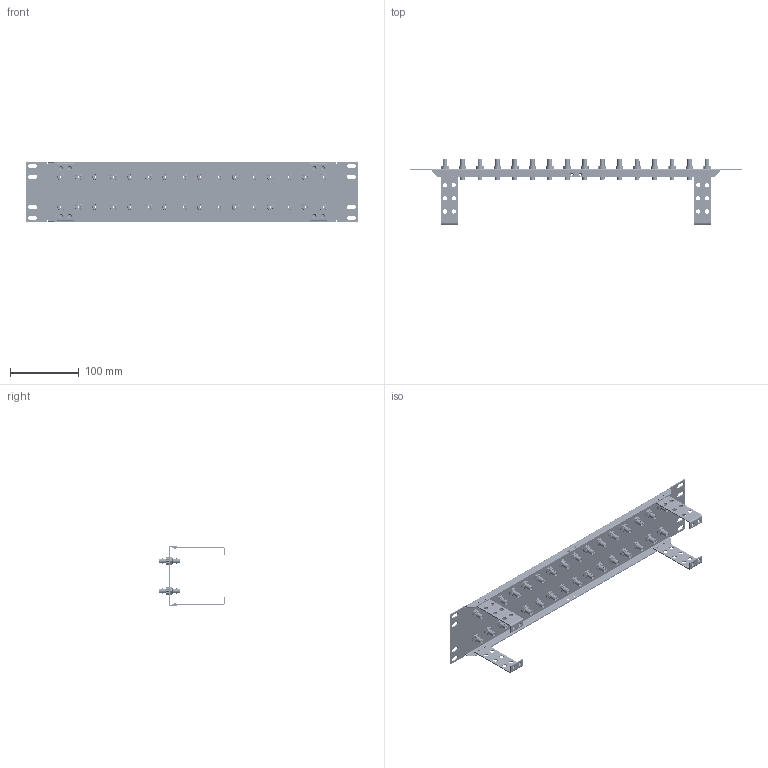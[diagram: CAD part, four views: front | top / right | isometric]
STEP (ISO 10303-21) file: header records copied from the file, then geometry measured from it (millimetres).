
FILE_DESCRIPTION (( 'STEP AP214' ), '1' );
FILE_NAME ('PR35ST32CMB-SM.STEP', '2017-05-26T19:13:07', ( 'x' ), ( '' ), 'SwSTEP 2.0', 'SolidWorks 2014', '' );
FILE_SCHEMA (( 'AUTOMOTIVE_DESIGN' ));
Length unit declared in the file: inch
Products named in the file (8): 3AA01-030_4-40 x .187 FLAT HEAD SCREW; PR-CMB-B175; FOA-001A_.06 OFFSET; 3AA02-001; 3AA03-001; FOA-001A; PR35ST32CMB-PROD; PR35ST32CMB-SM
Assembly tree (48 placements, depth 3):
  PR35ST32CMB-SM
    PR35ST32CMB-PROD
    FOA-001A_.06 OFFSET  x32
      FOA-001A
      3AA03-001
      3AA02-001
    PR-CMB-B175  x4
    3AA01-030_4-40 x .187 FLAT HEAD SCREW  x8
Bounding box: 482.6 x 94.74 x 88.39 mm (x, y, z)
Volume: 124023 mm3; surface area: 175429.2 mm2
Topology: 109 solids, 109 shells, 8225 faces, 22878 edges, 15060 vertices
Faces by surface type: cylinder 3532, plane 3061, cone 1016, bspline 360, torus 256
Entity records: 71007 total; most frequent: CARTESIAN_POINT 26513, ORIENTED_EDGE 6888, DIRECTION 5038, EDGE_CURVE 3444, VERTEX_POINT 2282, LINE 2208, VECTOR 2208, EDGE_LOOP 1482
